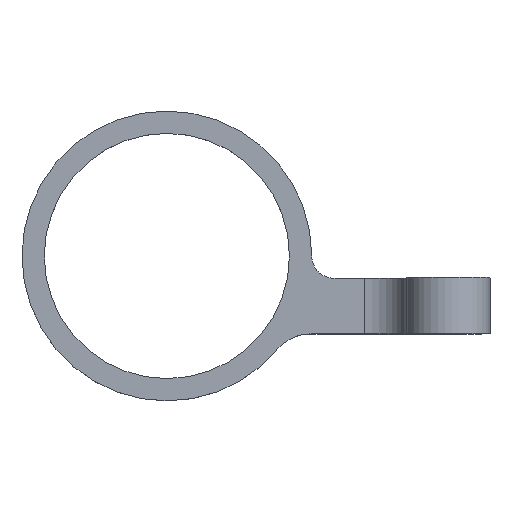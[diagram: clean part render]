
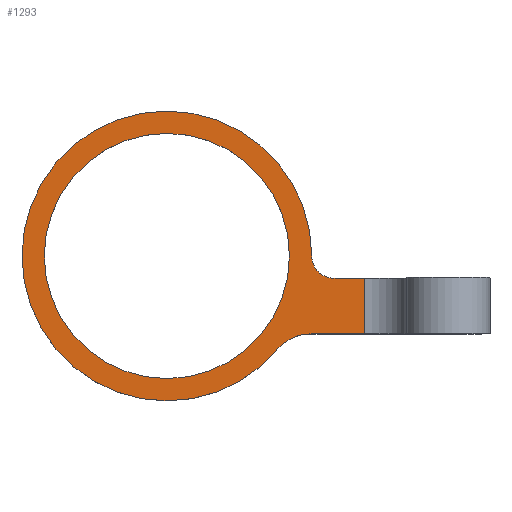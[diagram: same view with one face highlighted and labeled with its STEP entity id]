
A CAD part, top view. The second image highlights one B-rep face of the part: STEP entity #1293.
In plain terms, the highlighted planar face has unit normal (0, 0, 1).
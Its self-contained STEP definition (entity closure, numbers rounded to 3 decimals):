
#17=FACE_BOUND('',#155,.T.);
#22=PLANE('',#1390);
#83=FACE_OUTER_BOUND('',#154,.T.);
#154=EDGE_LOOP('',(#1084,#1085,#1086,#1087,#1088,#1089));
#155=EDGE_LOOP('',(#1090));
#195=CIRCLE('',#1391,4.);
#196=CIRCLE('',#1392,26.);
#197=CIRCLE('',#1393,7.5);
#198=CIRCLE('',#1394,22.);
#351=LINE('',#4113,#422);
#355=LINE('',#5119,#426);
#356=LINE('',#5122,#427);
#422=VECTOR('',#1589,10.);
#426=VECTOR('',#1603,10.);
#427=VECTOR('',#1606,10.);
#558=VERTEX_POINT('',#4110);
#559=VERTEX_POINT('',#4112);
#562=VERTEX_POINT('',#5117);
#563=VERTEX_POINT('',#5121);
#564=VERTEX_POINT('',#5123);
#565=VERTEX_POINT('',#5125);
#566=VERTEX_POINT('',#5128);
#732=EDGE_CURVE('',#559,#558,#351,.T.);
#745=EDGE_CURVE('',#562,#558,#355,.T.);
#746=EDGE_CURVE('',#562,#563,#356,.T.);
#747=EDGE_CURVE('',#563,#564,#195,.T.);
#748=EDGE_CURVE('',#564,#565,#196,.T.);
#749=EDGE_CURVE('',#565,#559,#197,.T.);
#750=EDGE_CURVE('',#566,#566,#198,.T.);
#1084=ORIENTED_EDGE('',*,*,#745,.F.);
#1085=ORIENTED_EDGE('',*,*,#746,.T.);
#1086=ORIENTED_EDGE('',*,*,#747,.T.);
#1087=ORIENTED_EDGE('',*,*,#748,.T.);
#1088=ORIENTED_EDGE('',*,*,#749,.T.);
#1089=ORIENTED_EDGE('',*,*,#732,.T.);
#1090=ORIENTED_EDGE('',*,*,#750,.T.);
#1293=ADVANCED_FACE('',(#83,#17),#22,.T.);
#1390=AXIS2_PLACEMENT_3D('',#5120,#1604,#1605);
#1391=AXIS2_PLACEMENT_3D('',#5124,#1607,#1608);
#1392=AXIS2_PLACEMENT_3D('',#5126,#1609,#1610);
#1393=AXIS2_PLACEMENT_3D('',#5127,#1611,#1612);
#1394=AXIS2_PLACEMENT_3D('',#5129,#1613,#1614);
#1589=DIRECTION('',(1.,0.,0.));
#1603=DIRECTION('',(0.,-1.,0.));
#1604=DIRECTION('center_axis',(0.,0.,1.));
#1605=DIRECTION('ref_axis',(1.,0.,0.));
#1606=DIRECTION('',(-1.,0.,0.));
#1607=DIRECTION('center_axis',(0.,0.,-1.));
#1608=DIRECTION('ref_axis',(-1.,0.,0.));
#1609=DIRECTION('center_axis',(0.,0.,1.));
#1610=DIRECTION('ref_axis',(1.,0.,0.));
#1611=DIRECTION('center_axis',(0.,0.,-1.));
#1612=DIRECTION('ref_axis',(0.,1.,0.));
#1613=DIRECTION('center_axis',(0.,0.,-1.));
#1614=DIRECTION('ref_axis',(1.,0.,0.));
#4110=CARTESIAN_POINT('',(61.5,12.,6.));
#4112=CARTESIAN_POINT('',(51.69,12.,6.));
#4113=CARTESIAN_POINT('',(51.69,12.,6.));
#5117=CARTESIAN_POINT('',(61.5,22.,6.));
#5119=CARTESIAN_POINT('',(61.5,12.,6.));
#5120=CARTESIAN_POINT('Origin',(42.,26.,6.));
#5121=CARTESIAN_POINT('',(56.,22.,6.));
#5122=CARTESIAN_POINT('',(56.,22.,6.));
#5123=CARTESIAN_POINT('',(52.,26.,6.));
#5124=CARTESIAN_POINT('Origin',(56.,26.,6.));
#5125=CARTESIAN_POINT('',(45.939,9.313,6.));
#5126=CARTESIAN_POINT('Origin',(26.,26.,6.));
#5127=CARTESIAN_POINT('Origin',(51.69,4.5,6.));
#5128=CARTESIAN_POINT('',(4.,26.,6.));
#5129=CARTESIAN_POINT('Origin',(26.,26.,6.));
